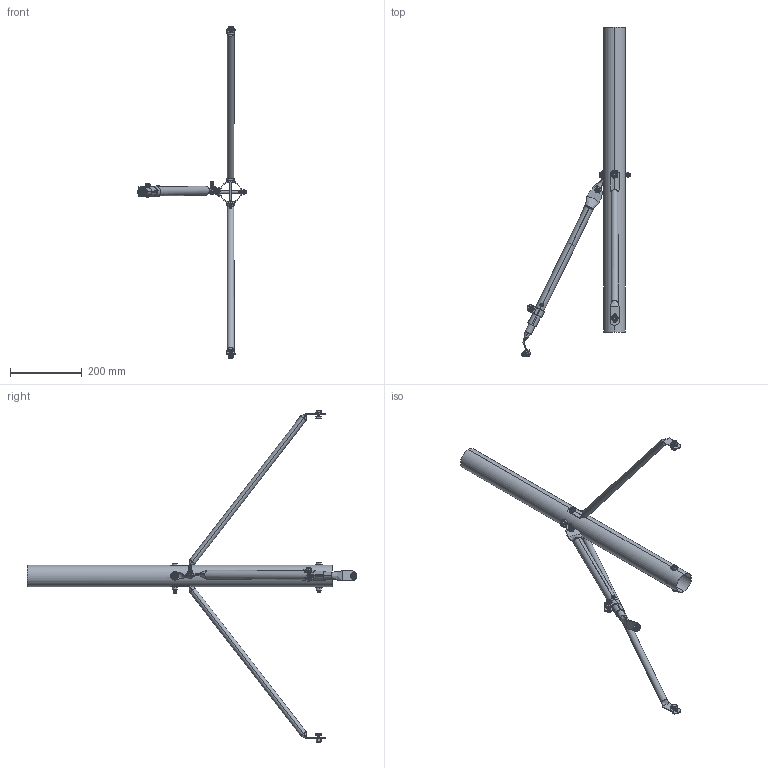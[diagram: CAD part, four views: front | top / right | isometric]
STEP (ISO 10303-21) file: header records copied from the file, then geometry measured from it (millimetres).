
FILE_DESCRIPTION (( 'STEP AP214' ), '1' );
FILE_NAME ('FMPRMARM_3D.step', '2023-01-20T18:28:02', ( '' ), ( '' ), 'SwSTEP 2.0', 'SolidWorks 2022', '' );
FILE_SCHEMA (( 'AUTOMOTIVE_DESIGN' ));
Length unit declared in the file: inch
Products named in the file (13): Clamp^FMPRMARM; Link Bracket^FMPRMARM; 5_16-18x3-1_8in HH Cap Screw^FMPRMARM; 5_16-18x3_4 HH Screw^FMPRMARM; 12x3_4 Metal Tek Screw^FMPRMARM; 5_16-18 Washer^FMPRMARM; Supporting Rod^FMPRMARM; FMPRMARM_3D; 5_16-18 Nylon Nut^FMPRMARM; Adjustable Rod Arm^FMPRMARM; Copy of Screw^FMPRMARM; Adjustable Rod Arm Bend^FMPRMARM_Short angle; Mast Pole^FMPRMARM_850mm
Assembly tree (36 placements, depth 2):
  FMPRMARM_3D
    Mast Pole^FMPRMARM_850mm
    5_16-18x3_4 HH Screw^FMPRMARM  x3
    5_16-18 Washer^FMPRMARM  x12
    5_16-18 Nylon Nut^FMPRMARM  x8
    5_16-18x3-1_8in HH Cap Screw^FMPRMARM  x3
    12x3_4 Metal Tek Screw^FMPRMARM
    Copy of Screw^FMPRMARM  x2
    Supporting Rod^FMPRMARM  x2
    Link Bracket^FMPRMARM
    Adjustable Rod Arm^FMPRMARM
    Adjustable Rod Arm Bend^FMPRMARM_Short angle
    Clamp^FMPRMARM
Bounding box: 303.44 x 919.26 x 924.93 mm (x, y, z)
Volume: 794939.1 mm3; surface area: 504367.1 mm2
Topology: 44 solids, 44 shells, 1498 faces, 3761 edges, 2377 vertices
Faces by surface type: cylinder 654, plane 376, cone 203, bspline 120, torus 112, sphere 33
Entity records: 37428 total; most frequent: CARTESIAN_POINT 21172, ORIENTED_EDGE 3478, DIRECTION 3079, EDGE_CURVE 1739, AXIS2_PLACEMENT_3D 1202, VERTEX_POINT 1093, EDGE_LOOP 730, ADVANCED_FACE 679
